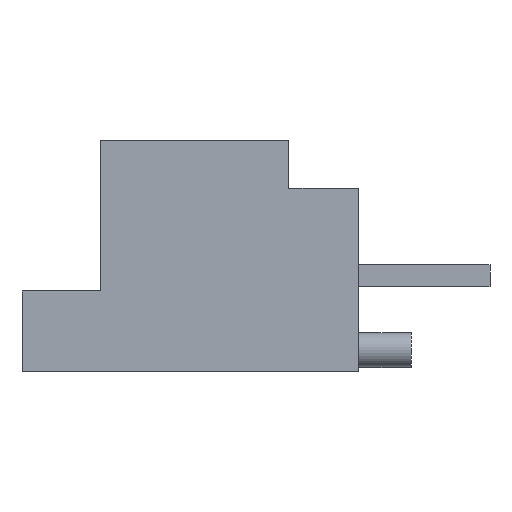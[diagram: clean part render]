
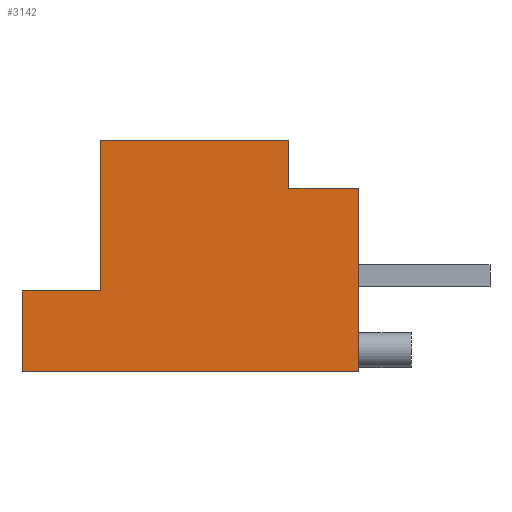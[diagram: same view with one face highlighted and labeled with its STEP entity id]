
A CAD part, left-side view. The second image highlights one B-rep face of the part: STEP entity #3142.
In plain terms, the highlighted planar face has unit normal (-1, 0, 0).
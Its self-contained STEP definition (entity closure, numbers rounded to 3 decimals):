
#18 = ORIENTED_EDGE ( 'NONE', *, *, #3152, .T. ) ;
#20 = ORIENTED_EDGE ( 'NONE', *, *, #23, .T. ) ;
#23 = EDGE_CURVE ( 'NONE', #3147, #3271, #4294, .T. ) ;
#133 = CARTESIAN_POINT ( 'NONE',  ( -9., -3.85, -2.2 ) ) ;
#134 = LINE ( 'NONE', #196, #195 ) ;
#189 = CARTESIAN_POINT ( 'NONE',  ( -9., -3.85, 2. ) ) ;
#194 = DIRECTION ( 'NONE',  ( 0., 0., -1. ) ) ;
#195 = VECTOR ( 'NONE', #194, 1000. ) ;
#196 = CARTESIAN_POINT ( 'NONE',  ( -9., -3.85, 3.1 ) ) ;
#420 = CARTESIAN_POINT ( 'NONE',  ( -9., -2.25, 3.1 ) ) ;
#452 = CARTESIAN_POINT ( 'NONE',  ( -9., 2.05, 3.1 ) ) ;
#454 = DIRECTION ( 'NONE',  ( 0., -1., 0. ) ) ;
#455 = VECTOR ( 'NONE', #454, 1000. ) ;
#456 = CARTESIAN_POINT ( 'NONE',  ( -9., -3.85, 3.1 ) ) ;
#457 = LINE ( 'NONE', #456, #455 ) ;
#3126 = ORIENTED_EDGE ( 'NONE', *, *, #3218, .F. ) ;
#3128 = ORIENTED_EDGE ( 'NONE', *, *, #3204, .F. ) ;
#3129 = ORIENTED_EDGE ( 'NONE', *, *, #3424, .F. ) ;
#3130 = VERTEX_POINT ( 'NONE', #4517 ) ;
#3131 = EDGE_LOOP ( 'NONE', ( #3133, #3134, #3136, #3129, #3126, #3128, #18, #20 ) ) ;
#3132 = EDGE_CURVE ( 'NONE', #3130, #3277, #4516, .T. ) ;
#3133 = ORIENTED_EDGE ( 'NONE', *, *, #3272, .F. ) ;
#3134 = ORIENTED_EDGE ( 'NONE', *, *, #3132, .F. ) ;
#3135 = EDGE_CURVE ( 'NONE', #3412, #3130, #4512, .T. ) ;
#3136 = ORIENTED_EDGE ( 'NONE', *, *, #3135, .F. ) ;
#3142 = ADVANCED_FACE ( 'NONE', ( #4506 ), #4570, .F. ) ;
#3147 = VERTEX_POINT ( 'NONE', #4556 ) ;
#3149 = VERTEX_POINT ( 'NONE', #4551 ) ;
#3152 = EDGE_CURVE ( 'NONE', #3149, #3147, #4546, .T. ) ;
#3194 = VERTEX_POINT ( 'NONE', #4627 ) ;
#3204 = EDGE_CURVE ( 'NONE', #3149, #3194, #4616, .T. ) ;
#3218 = EDGE_CURVE ( 'NONE', #3194, #3429, #4654, .T. ) ;
#3271 = VERTEX_POINT ( 'NONE', #133 ) ;
#3272 = EDGE_CURVE ( 'NONE', #3277, #3271, #134, .T. ) ;
#3277 = VERTEX_POINT ( 'NONE', #189 ) ;
#3412 = VERTEX_POINT ( 'NONE', #420 ) ;
#3424 = EDGE_CURVE ( 'NONE', #3429, #3412, #457, .T. ) ;
#3429 = VERTEX_POINT ( 'NONE', #452 ) ;
#4291 = DIRECTION ( 'NONE',  ( 0., -1., 0. ) ) ;
#4292 = VECTOR ( 'NONE', #4291, 1000. ) ;
#4293 = CARTESIAN_POINT ( 'NONE',  ( -9., -3.85, -2.2 ) ) ;
#4294 = LINE ( 'NONE', #4293, #4292 ) ;
#4506 = FACE_OUTER_BOUND ( 'NONE', #3131, .T. ) ;
#4509 = DIRECTION ( 'NONE',  ( 0., 0., -1. ) ) ;
#4510 = VECTOR ( 'NONE', #4509, 1000. ) ;
#4511 = CARTESIAN_POINT ( 'NONE',  ( -9., -2.25, 3.1 ) ) ;
#4512 = LINE ( 'NONE', #4511, #4510 ) ;
#4513 = DIRECTION ( 'NONE',  ( 0., -1., 0. ) ) ;
#4514 = VECTOR ( 'NONE', #4513, 1000. ) ;
#4515 = CARTESIAN_POINT ( 'NONE',  ( -9., -2.25, 2. ) ) ;
#4516 = LINE ( 'NONE', #4515, #4514 ) ;
#4517 = CARTESIAN_POINT ( 'NONE',  ( -9., -2.25, 2. ) ) ;
#4543 = DIRECTION ( 'NONE',  ( 0., 0., -1. ) ) ;
#4544 = VECTOR ( 'NONE', #4543, 1000. ) ;
#4545 = CARTESIAN_POINT ( 'NONE',  ( -9., 3.85, 3.1 ) ) ;
#4546 = LINE ( 'NONE', #4545, #4544 ) ;
#4551 = CARTESIAN_POINT ( 'NONE',  ( -9., 3.85, -0.35 ) ) ;
#4556 = CARTESIAN_POINT ( 'NONE',  ( -9., 3.85, -2.2 ) ) ;
#4566 = DIRECTION ( 'NONE',  ( 0., 0., -1. ) ) ;
#4567 = DIRECTION ( 'NONE',  ( 1., 0., 0. ) ) ;
#4568 = CARTESIAN_POINT ( 'NONE',  ( -9., -3.85, 3.1 ) ) ;
#4569 = AXIS2_PLACEMENT_3D ( 'NONE', #4568, #4567, #4566 ) ;
#4570 = PLANE ( 'NONE',  #4569 ) ;
#4613 = DIRECTION ( 'NONE',  ( 0., -1., 0. ) ) ;
#4614 = VECTOR ( 'NONE', #4613, 1000. ) ;
#4615 = CARTESIAN_POINT ( 'NONE',  ( -9., 2.05, -0.35 ) ) ;
#4616 = LINE ( 'NONE', #4615, #4614 ) ;
#4627 = CARTESIAN_POINT ( 'NONE',  ( -9., 2.05, -0.35 ) ) ;
#4651 = DIRECTION ( 'NONE',  ( 0., 0., 1. ) ) ;
#4652 = VECTOR ( 'NONE', #4651, 1000. ) ;
#4653 = CARTESIAN_POINT ( 'NONE',  ( -9., 2.05, 3.1 ) ) ;
#4654 = LINE ( 'NONE', #4653, #4652 ) ;
